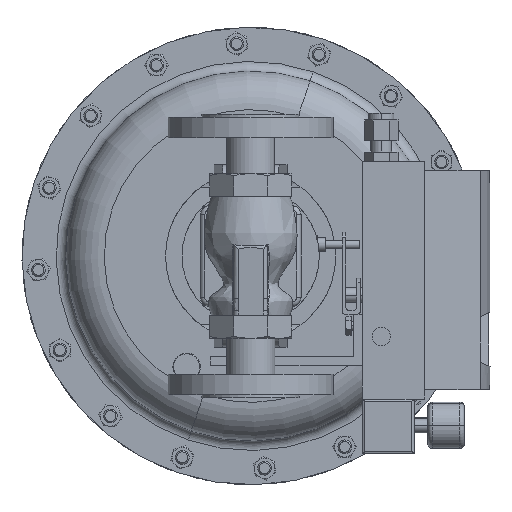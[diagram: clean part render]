
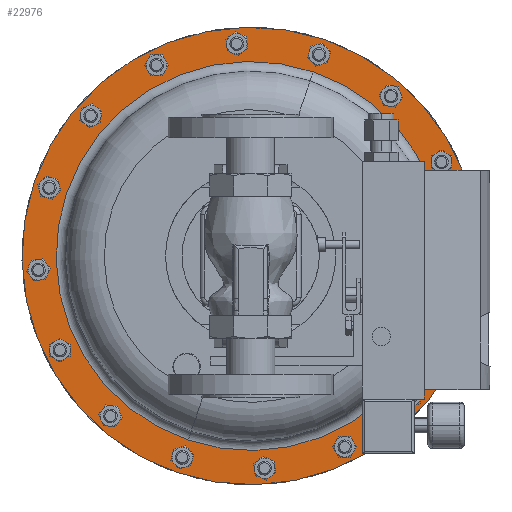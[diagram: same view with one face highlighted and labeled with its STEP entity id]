
A CAD part, front view. The second image highlights one B-rep face of the part: STEP entity #22976.
In plain terms, the highlighted planar face has unit normal (0, -1, 0).
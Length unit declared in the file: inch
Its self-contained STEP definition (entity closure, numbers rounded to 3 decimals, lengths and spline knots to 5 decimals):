
#199 = DIRECTION ( 'NONE',  ( 0., 1., 0. ) ) ;
#494 = FACE_OUTER_BOUND ( 'NONE', #30596, .T. ) ;
#1307 = ORIENTED_EDGE ( 'NONE', *, *, #32744, .F. ) ;
#3031 = DIRECTION ( 'NONE',  ( 0., 1., 0. ) ) ;
#3233 = CARTESIAN_POINT ( 'NONE',  ( -5.91831, 9.4, -0.241 ) ) ;
#7638 = ORIENTED_EDGE ( 'NONE', *, *, #27562, .T. ) ;
#7704 = VERTEX_POINT ( 'NONE', #9098 ) ;
#7727 = VERTEX_POINT ( 'NONE', #23667 ) ;
#8050 = CIRCLE ( 'NONE', #33430, 5.315 ) ;
#8438 = CARTESIAN_POINT ( 'NONE',  ( 0., 9.4, -2.25 ) ) ;
#9098 = CARTESIAN_POINT ( 'NONE',  ( -1.70845, 9.4, -7.28293 ) ) ;
#10752 = DIRECTION ( 'NONE',  ( 0., 1., 0. ) ) ;
#11781 = DIRECTION ( 'NONE',  ( -0.321, 0., -0.947 ) ) ;
#12550 = AXIS2_PLACEMENT_3D ( 'NONE', #3233, #36367, #16559 ) ;
#13021 = EDGE_CURVE ( 'NONE', #7704, #36342, #29266, .T. ) ;
#13241 = PLANE ( 'NONE',  #12550 ) ;
#16559 = DIRECTION ( 'NONE',  ( 0.321, 0., 0.947 ) ) ;
#17067 = FACE_BOUND ( 'NONE', #24984, .T. ) ;
#20028 = CARTESIAN_POINT ( 'NONE',  ( 0., 9.4, -2.25 ) ) ;
#22880 = CARTESIAN_POINT ( 'NONE',  ( 0., 9.4, -2.25 ) ) ;
#22976 = ADVANCED_FACE ( 'NONE', ( #17067, #494 ), #13241, .T. ) ;
#23155 = EDGE_CURVE ( 'NONE', #29569, #7727, #30499, .T. ) ;
#23351 = DIRECTION ( 'NONE',  ( -0.321, 0., -0.947 ) ) ;
#23667 = CARTESIAN_POINT ( 'NONE',  ( 2.009, 9.4, 3.66831 ) ) ;
#24984 = EDGE_LOOP ( 'NONE', ( #31650, #7638 ) ) ;
#25856 = AXIS2_PLACEMENT_3D ( 'NONE', #30583, #10752, #33920 ) ;
#26208 = DIRECTION ( 'NONE',  ( -0.321, 0., -0.947 ) ) ;
#27562 = EDGE_CURVE ( 'NONE', #36342, #7704, #8050, .T. ) ;
#29266 = CIRCLE ( 'NONE', #35822, 5.315 ) ;
#29569 = VERTEX_POINT ( 'NONE', #41859 ) ;
#30499 = CIRCLE ( 'NONE', #25856, 6.25 ) ;
#30583 = CARTESIAN_POINT ( 'NONE',  ( 0., 9.4, -2.25 ) ) ;
#30596 = EDGE_LOOP ( 'NONE', ( #32586, #1307 ) ) ;
#31235 = CIRCLE ( 'NONE', #38772, 6.25 ) ;
#31576 = DIRECTION ( 'NONE',  ( 0., 1., 0. ) ) ;
#31650 = ORIENTED_EDGE ( 'NONE', *, *, #13021, .T. ) ;
#32586 = ORIENTED_EDGE ( 'NONE', *, *, #23155, .F. ) ;
#32744 = EDGE_CURVE ( 'NONE', #7727, #29569, #31235, .T. ) ;
#33430 = AXIS2_PLACEMENT_3D ( 'NONE', #22880, #3031, #26208 ) ;
#33920 = DIRECTION ( 'NONE',  ( -0.321, 0., -0.947 ) ) ;
#35822 = AXIS2_PLACEMENT_3D ( 'NONE', #20028, #199, #23351 ) ;
#36342 = VERTEX_POINT ( 'NONE', #41274 ) ;
#36367 = DIRECTION ( 'NONE',  ( 0., -1., 0. ) ) ;
#38772 = AXIS2_PLACEMENT_3D ( 'NONE', #8438, #31576, #11781 ) ;
#41274 = CARTESIAN_POINT ( 'NONE',  ( 1.70845, 9.4, 2.78293 ) ) ;
#41859 = CARTESIAN_POINT ( 'NONE',  ( -2.009, 9.4, -8.16831 ) ) ;
